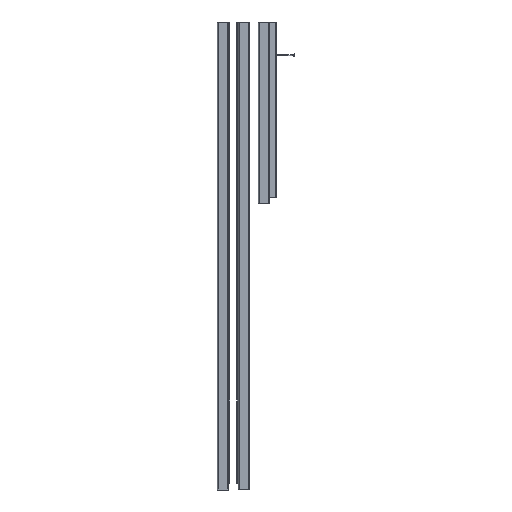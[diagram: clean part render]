
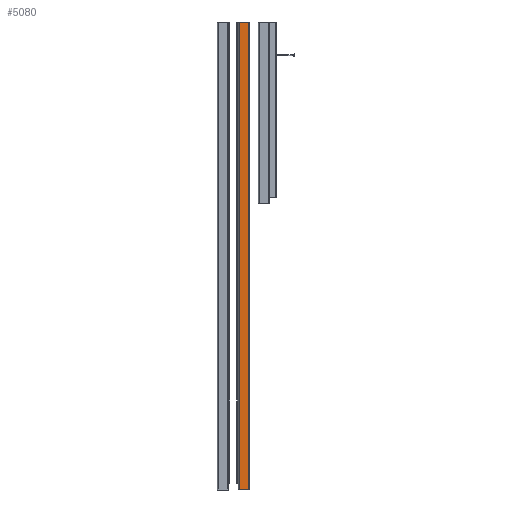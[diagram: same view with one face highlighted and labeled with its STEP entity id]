
A CAD part, left-side view. The second image highlights one B-rep face of the part: STEP entity #5080.
In plain terms, the highlighted face is planar.
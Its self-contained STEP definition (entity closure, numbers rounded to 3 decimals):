
#460=PLANE('',#5656);
#794=FACE_OUTER_BOUND('',#1058,.T.);
#1058=EDGE_LOOP('',(#4767,#4768,#4769,#4770));
#1540=LINE('',#11932,#2022);
#1541=LINE('',#11936,#2023);
#1542=LINE('',#11938,#2024);
#1543=LINE('',#11939,#2025);
#2022=VECTOR('',#6897,10.);
#2023=VECTOR('',#6902,10.);
#2024=VECTOR('',#6903,10.);
#2025=VECTOR('',#6904,10.);
#2632=VERTEX_POINT('',#11929);
#2633=VERTEX_POINT('',#11931);
#2634=VERTEX_POINT('',#11935);
#2635=VERTEX_POINT('',#11937);
#3350=EDGE_CURVE('',#2633,#2632,#1540,.T.);
#3352=EDGE_CURVE('',#2632,#2634,#1541,.T.);
#3353=EDGE_CURVE('',#2635,#2634,#1542,.T.);
#3354=EDGE_CURVE('',#2635,#2633,#1543,.T.);
#4767=ORIENTED_EDGE('',*,*,#3352,.T.);
#4768=ORIENTED_EDGE('',*,*,#3353,.F.);
#4769=ORIENTED_EDGE('',*,*,#3354,.T.);
#4770=ORIENTED_EDGE('',*,*,#3350,.T.);
#5080=ADVANCED_FACE('',(#794),#460,.T.);
#5656=AXIS2_PLACEMENT_3D('',#11934,#6900,#6901);
#6897=DIRECTION('',(0.,0.,1.));
#6900=DIRECTION('center_axis',(0.,1.,0.));
#6901=DIRECTION('ref_axis',(0.,0.,1.));
#6902=DIRECTION('',(1.,0.,0.));
#6903=DIRECTION('',(0.,0.,1.));
#6904=DIRECTION('',(-1.,0.,0.));
#11929=CARTESIAN_POINT('',(4.,0.,2120.));
#11931=CARTESIAN_POINT('',(4.,0.,0.));
#11932=CARTESIAN_POINT('',(4.,0.,0.));
#11934=CARTESIAN_POINT('Origin',(4.,0.,0.));
#11935=CARTESIAN_POINT('',(46.,0.,2120.));
#11936=CARTESIAN_POINT('',(46.,0.,2120.));
#11937=CARTESIAN_POINT('',(46.,0.,0.));
#11938=CARTESIAN_POINT('',(46.,0.,0.));
#11939=CARTESIAN_POINT('',(46.,0.,0.));
